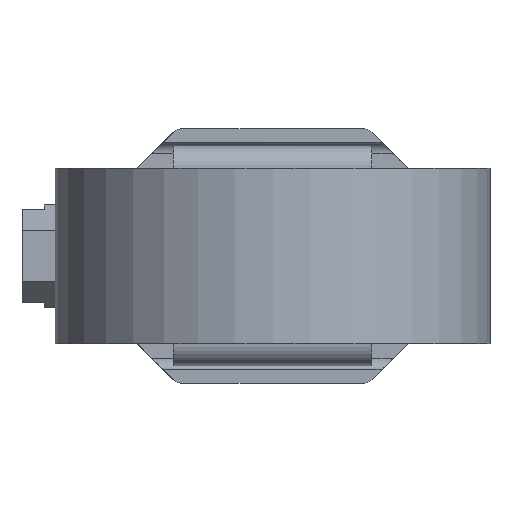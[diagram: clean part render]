
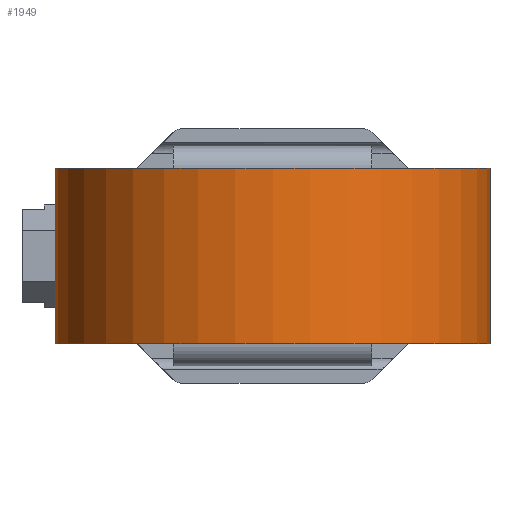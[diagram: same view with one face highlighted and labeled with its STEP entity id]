
A CAD part, front view. The second image highlights one B-rep face of the part: STEP entity #1949.
In plain terms, the highlighted cylindrical face has radius 19.69 mm (diameter 39.38 mm), a partial arc.
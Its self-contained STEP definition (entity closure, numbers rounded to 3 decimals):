
#43 = EDGE_CURVE ( 'NONE', #569, #5635, #3434, .T. ) ;
#318 = AXIS2_PLACEMENT_3D ( 'NONE', #3560, #4822, #819 ) ;
#444 = VERTEX_POINT ( 'NONE', #3526 ) ;
#568 = CARTESIAN_POINT ( 'NONE',  ( -19.69, 0., 7.95 ) ) ;
#569 = VERTEX_POINT ( 'NONE', #568 ) ;
#819 = DIRECTION ( 'NONE',  ( 1., 0., 0. ) ) ;
#820 = CARTESIAN_POINT ( 'NONE',  ( 19.69, 0., 7.95 ) ) ;
#881 = AXIS2_PLACEMENT_3D ( 'NONE', #4869, #2213, #4007 ) ;
#937 = EDGE_CURVE ( 'NONE', #5635, #444, #5304, .T. ) ;
#1337 = DIRECTION ( 'NONE',  ( 0., 0., 1. ) ) ;
#1533 = ORIENTED_EDGE ( 'NONE', *, *, #43, .T. ) ;
#1765 = AXIS2_PLACEMENT_3D ( 'NONE', #3502, #1337, #4390 ) ;
#1949 = ADVANCED_FACE ( 'NONE', ( #4431 ), #3977, .T. ) ;
#2205 = ORIENTED_EDGE ( 'NONE', *, *, #3750, .F. ) ;
#2213 = DIRECTION ( 'NONE',  ( 0., 0., -1. ) ) ;
#2352 = CARTESIAN_POINT ( 'NONE',  ( -19.69, 0., -7.95 ) ) ;
#2487 = VERTEX_POINT ( 'NONE', #2964 ) ;
#2632 = EDGE_CURVE ( 'NONE', #569, #2487, #2759, .T. ) ;
#2700 = DIRECTION ( 'NONE',  ( 0., 0., -1. ) ) ;
#2759 = CIRCLE ( 'NONE', #318, 19.69 ) ;
#2879 = VECTOR ( 'NONE', #2700, 1000. ) ;
#2913 = VECTOR ( 'NONE', #3371, 1000. ) ;
#2957 = CARTESIAN_POINT ( 'NONE',  ( -19.69, 0., 7.95 ) ) ;
#2964 = CARTESIAN_POINT ( 'NONE',  ( 19.69, 0., 7.95 ) ) ;
#3199 = EDGE_LOOP ( 'NONE', ( #2205, #4948, #1533, #4112 ) ) ;
#3371 = DIRECTION ( 'NONE',  ( 0., 0., -1. ) ) ;
#3434 = LINE ( 'NONE', #2957, #2913 ) ;
#3502 = CARTESIAN_POINT ( 'NONE',  ( 0., 0., -7.95 ) ) ;
#3526 = CARTESIAN_POINT ( 'NONE',  ( 19.69, 0., -7.95 ) ) ;
#3560 = CARTESIAN_POINT ( 'NONE',  ( 0., 0., 7.95 ) ) ;
#3750 = EDGE_CURVE ( 'NONE', #2487, #444, #5321, .T. ) ;
#3977 = CYLINDRICAL_SURFACE ( 'NONE', #881, 19.69 ) ;
#4007 = DIRECTION ( 'NONE',  ( -1., 0., 0. ) ) ;
#4112 = ORIENTED_EDGE ( 'NONE', *, *, #937, .T. ) ;
#4390 = DIRECTION ( 'NONE',  ( 1., 0., 0. ) ) ;
#4431 = FACE_OUTER_BOUND ( 'NONE', #3199, .T. ) ;
#4822 = DIRECTION ( 'NONE',  ( 0., 0., 1. ) ) ;
#4869 = CARTESIAN_POINT ( 'NONE',  ( 0., 0., 7.95 ) ) ;
#4948 = ORIENTED_EDGE ( 'NONE', *, *, #2632, .F. ) ;
#5304 = CIRCLE ( 'NONE', #1765, 19.69 ) ;
#5321 = LINE ( 'NONE', #820, #2879 ) ;
#5635 = VERTEX_POINT ( 'NONE', #2352 ) ;
